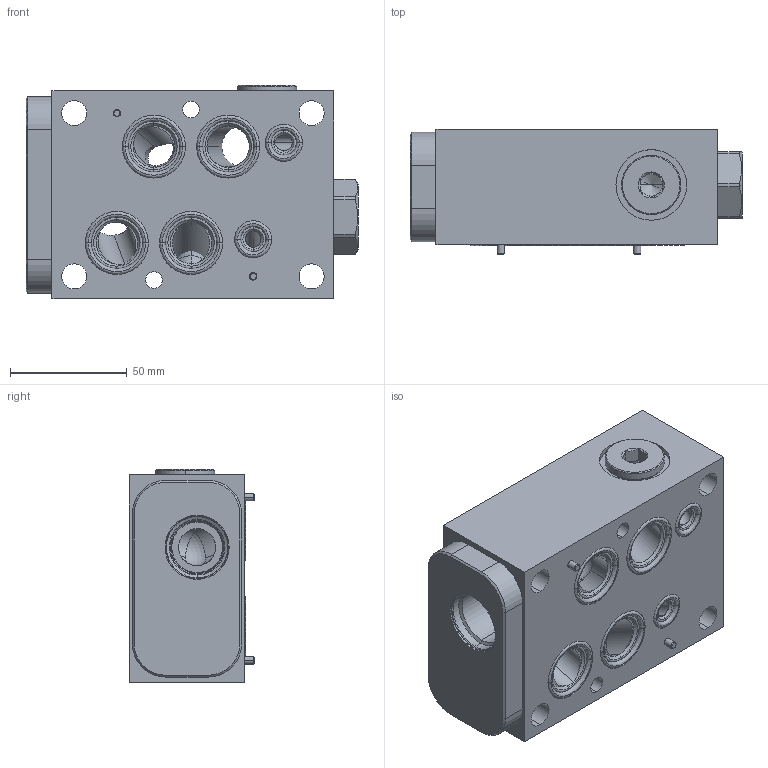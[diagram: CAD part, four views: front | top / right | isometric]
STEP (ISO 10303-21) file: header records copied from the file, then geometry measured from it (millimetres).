
FILE_DESCRIPTION((''),'2;1');
FILE_NAME('Z6U_ASM','2019-02-07T',('ProEService'),(''),'PRO/ENGINEER BY PARAMETRIC TECHNOLOGY CORPORATION, 2014200','PRO/ENGINEER BY PARAMETRIC TECHNOLOGY CORPORATION, 2014200','');
FILE_SCHEMA(('CONFIG_CONTROL_DESIGN'));
Length unit declared in the file: inch
Products named in the file (7): 154-042; CXFAXAN; 811-001-006; 500-002-118; 500-002-111; A330-006-010; Z6U_ASM
Assembly tree (11 placements, depth 2):
  Z6U_ASM
    154-042
    CXFAXAN
    811-001-006  x2
    500-002-118  x4
    500-002-111  x2
    A330-006-010
Bounding box: 142.09 x 53.54 x 91.26 mm (x, y, z)
Volume: 460949.8 mm3; surface area: 89824.1 mm2
Topology: 13 solids, 13 shells, 418 faces, 1230 edges, 995 vertices
Faces by surface type: cylinder 136, plane 100, cone 95, torus 38, revolution 32, sphere 17
Entity records: 15771 total; most frequent: CARTESIAN_POINT 5477, DIRECTION 2207, ORIENTED_EDGE 1820, EDGE_CURVE 910, AXIS2_PLACEMENT_3D 831, VERTEX_POINT 563, VECTOR 529, LINE 529
